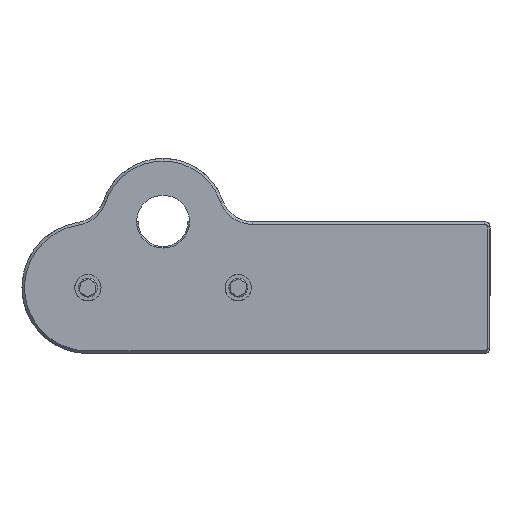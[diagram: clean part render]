
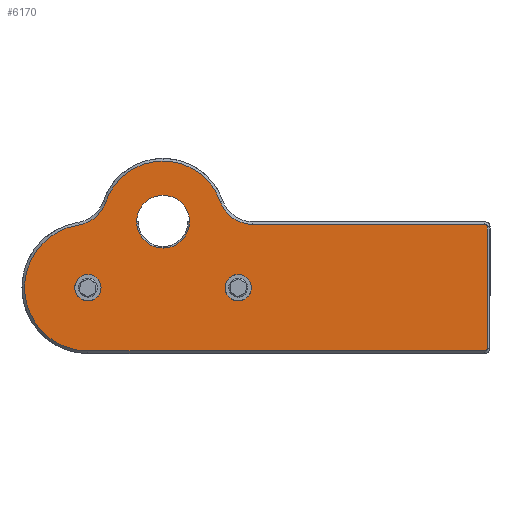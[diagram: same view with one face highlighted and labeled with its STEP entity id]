
A CAD part, front view. The second image highlights one B-rep face of the part: STEP entity #6170.
In plain terms, the highlighted planar face has unit normal (0, -1, 0).
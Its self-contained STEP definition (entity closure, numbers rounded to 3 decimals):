
#26 = VERTEX_POINT ( 'NONE', #4614 ) ;
#168 = DIRECTION ( 'NONE',  ( 0., -1., 0. ) ) ;
#208 = VERTEX_POINT ( 'NONE', #8131 ) ;
#271 = CIRCLE ( 'NONE', #1601, 6. ) ;
#290 = VERTEX_POINT ( 'NONE', #3991 ) ;
#304 = CARTESIAN_POINT ( 'NONE',  ( -7.125, 0., -12.25 ) ) ;
#376 = AXIS2_PLACEMENT_3D ( 'NONE', #6950, #1903, #4396 ) ;
#379 = DIRECTION ( 'NONE',  ( 0., 1., 0. ) ) ;
#390 = CARTESIAN_POINT ( 'NONE',  ( 30.5, 0., -0.5 ) ) ;
#434 = VERTEX_POINT ( 'NONE', #6965 ) ;
#449 = CIRCLE ( 'NONE', #4252, 0.25 ) ;
#453 = CARTESIAN_POINT ( 'NONE',  ( 0., 0., 0. ) ) ;
#542 = EDGE_CURVE ( 'NONE', #5009, #4825, #7724, .T. ) ;
#694 = DIRECTION ( 'NONE',  ( 0., 0., 1. ) ) ;
#701 = EDGE_CURVE ( 'NONE', #290, #4486, #271, .T. ) ;
#732 = EDGE_CURVE ( 'NONE', #26, #290, #7018, .T. ) ;
#746 = DIRECTION ( 'NONE',  ( 0., 1., 0. ) ) ;
#759 = DIRECTION ( 'NONE',  ( 0., 0., 1. ) ) ;
#835 = FACE_BOUND ( 'NONE', #1247, .T. ) ;
#868 = PLANE ( 'NONE',  #5288 ) ;
#966 = CARTESIAN_POINT ( 'NONE',  ( 0., 0., -2.5 ) ) ;
#971 = CIRCLE ( 'NONE', #6221, 1.25 ) ;
#1003 = DIRECTION ( 'NONE',  ( 1., 0., 0. ) ) ;
#1018 = CIRCLE ( 'NONE', #2531, 1.25 ) ;
#1029 = AXIS2_PLACEMENT_3D ( 'NONE', #3901, #2009, #7668 ) ;
#1150 = CARTESIAN_POINT ( 'NONE',  ( 5.421, 0., 1.917 ) ) ;
#1215 = ORIENTED_EDGE ( 'NONE', *, *, #542, .T. ) ;
#1224 = VERTEX_POINT ( 'NONE', #7616 ) ;
#1229 = LINE ( 'NONE', #2563, #3681 ) ;
#1247 = EDGE_LOOP ( 'NONE', ( #2784, #7773 ) ) ;
#1414 = ORIENTED_EDGE ( 'NONE', *, *, #6363, .T. ) ;
#1424 = VERTEX_POINT ( 'NONE', #966 ) ;
#1517 = EDGE_CURVE ( 'NONE', #1224, #208, #449, .T. ) ;
#1601 = AXIS2_PLACEMENT_3D ( 'NONE', #6935, #5051, #694 ) ;
#1652 = DIRECTION ( 'NONE',  ( 0., 0., -1. ) ) ;
#1707 = ORIENTED_EDGE ( 'NONE', *, *, #701, .T. ) ;
#1885 = EDGE_CURVE ( 'NONE', #1424, #7084, #4924, .T. ) ;
#1903 = DIRECTION ( 'NONE',  ( 0., -1., 0. ) ) ;
#1992 = EDGE_LOOP ( 'NONE', ( #7066, #6800 ) ) ;
#2009 = DIRECTION ( 'NONE',  ( 0., 1., 0. ) ) ;
#2016 = AXIS2_PLACEMENT_3D ( 'NONE', #3842, #746, #7513 ) ;
#2084 = EDGE_LOOP ( 'NONE', ( #3407, #1707, #4239, #3062, #5488, #4092, #1414, #1215, #2695, #3328 ) ) ;
#2204 = VERTEX_POINT ( 'NONE', #3043 ) ;
#2219 = CARTESIAN_POINT ( 'NONE',  ( 8.485, 0., 3. ) ) ;
#2314 = DIRECTION ( 'NONE',  ( 0., -1., 0. ) ) ;
#2386 = DIRECTION ( 'NONE',  ( 0., -1., 0. ) ) ;
#2495 = EDGE_CURVE ( 'NONE', #4486, #2204, #2779, .T. ) ;
#2531 = AXIS2_PLACEMENT_3D ( 'NONE', #4549, #4443, #6411 ) ;
#2563 = CARTESIAN_POINT ( 'NONE',  ( 30.75, 0., -6.25 ) ) ;
#2568 = EDGE_CURVE ( 'NONE', #7084, #1424, #7734, .T. ) ;
#2695 = ORIENTED_EDGE ( 'NONE', *, *, #6258, .T. ) ;
#2710 = DIRECTION ( 'NONE',  ( 0., 0., -1. ) ) ;
#2755 = VECTOR ( 'NONE', #4607, 1000. ) ;
#2779 = LINE ( 'NONE', #304, #7738 ) ;
#2784 = ORIENTED_EDGE ( 'NONE', *, *, #1885, .F. ) ;
#2845 = DIRECTION ( 'NONE',  ( 0., 0., 1. ) ) ;
#2917 = EDGE_LOOP ( 'NONE', ( #6371, #4221 ) ) ;
#2944 = DIRECTION ( 'NONE',  ( 0., 0., 1. ) ) ;
#3007 = FACE_BOUND ( 'NONE', #2917, .T. ) ;
#3043 = CARTESIAN_POINT ( 'NONE',  ( 30.5, 0., -12.25 ) ) ;
#3053 = VERTEX_POINT ( 'NONE', #5510 ) ;
#3062 = ORIENTED_EDGE ( 'NONE', *, *, #5898, .T. ) ;
#3302 = CARTESIAN_POINT ( 'NONE',  ( -7.125, 0., -0.25 ) ) ;
#3328 = ORIENTED_EDGE ( 'NONE', *, *, #3519, .T. ) ;
#3407 = ORIENTED_EDGE ( 'NONE', *, *, #732, .T. ) ;
#3519 = EDGE_CURVE ( 'NONE', #3053, #26, #4096, .T. ) ;
#3541 = CARTESIAN_POINT ( 'NONE',  ( 30.5, 0., -12. ) ) ;
#3657 = EDGE_CURVE ( 'NONE', #4150, #434, #971, .T. ) ;
#3681 = VECTOR ( 'NONE', #5074, 1000. ) ;
#3727 = CIRCLE ( 'NONE', #376, 5.75 ) ;
#3838 = CIRCLE ( 'NONE', #5822, 1.25 ) ;
#3842 = CARTESIAN_POINT ( 'NONE',  ( -8.522, 0., 2.894 ) ) ;
#3901 = CARTESIAN_POINT ( 'NONE',  ( 7.125, 0., -6.25 ) ) ;
#3941 = AXIS2_PLACEMENT_3D ( 'NONE', #2219, #6563, #2845 ) ;
#3991 = CARTESIAN_POINT ( 'NONE',  ( -8.031, 0., -0.319 ) ) ;
#4006 = VERTEX_POINT ( 'NONE', #4997 ) ;
#4007 = CARTESIAN_POINT ( 'NONE',  ( 7.125, 0., -7.5 ) ) ;
#4089 = CARTESIAN_POINT ( 'NONE',  ( -7.125, 0., -6.25 ) ) ;
#4092 = ORIENTED_EDGE ( 'NONE', *, *, #1517, .T. ) ;
#4096 = CIRCLE ( 'NONE', #5162, 5.75 ) ;
#4150 = VERTEX_POINT ( 'NONE', #6986 ) ;
#4221 = ORIENTED_EDGE ( 'NONE', *, *, #3657, .T. ) ;
#4239 = ORIENTED_EDGE ( 'NONE', *, *, #2495, .T. ) ;
#4252 = AXIS2_PLACEMENT_3D ( 'NONE', #390, #7244, #5966 ) ;
#4381 = EDGE_CURVE ( 'NONE', #4006, #1224, #1229, .T. ) ;
#4396 = DIRECTION ( 'NONE',  ( 0., 0., 1. ) ) ;
#4433 = CARTESIAN_POINT ( 'NONE',  ( -7.125, 0., -6.25 ) ) ;
#4443 = DIRECTION ( 'NONE',  ( 0., 1., 0. ) ) ;
#4486 = VERTEX_POINT ( 'NONE', #6423 ) ;
#4534 = VERTEX_POINT ( 'NONE', #4007 ) ;
#4549 = CARTESIAN_POINT ( 'NONE',  ( 7.125, 0., -6.25 ) ) ;
#4607 = DIRECTION ( 'NONE',  ( -1., 0., 0. ) ) ;
#4614 = CARTESIAN_POINT ( 'NONE',  ( -5.445, 0., 1.849 ) ) ;
#4652 = CIRCLE ( 'NONE', #1029, 1.25 ) ;
#4823 = FACE_BOUND ( 'NONE', #1992, .T. ) ;
#4825 = VERTEX_POINT ( 'NONE', #1150 ) ;
#4842 = CIRCLE ( 'NONE', #5604, 0.25 ) ;
#4924 = CIRCLE ( 'NONE', #6516, 2.5 ) ;
#4977 = EDGE_CURVE ( 'NONE', #7006, #4534, #1018, .T. ) ;
#4997 = CARTESIAN_POINT ( 'NONE',  ( 30.75, 0., -12. ) ) ;
#5009 = VERTEX_POINT ( 'NONE', #5677 ) ;
#5051 = DIRECTION ( 'NONE',  ( 0., -1., 0. ) ) ;
#5074 = DIRECTION ( 'NONE',  ( 0., 0., 1. ) ) ;
#5162 = AXIS2_PLACEMENT_3D ( 'NONE', #453, #6822, #6214 ) ;
#5288 = AXIS2_PLACEMENT_3D ( 'NONE', #4089, #379, #6605 ) ;
#5374 = EDGE_CURVE ( 'NONE', #434, #4150, #3838, .T. ) ;
#5477 = CARTESIAN_POINT ( 'NONE',  ( 0., 0., 0. ) ) ;
#5488 = ORIENTED_EDGE ( 'NONE', *, *, #4381, .T. ) ;
#5510 = CARTESIAN_POINT ( 'NONE',  ( 0., 0., 5.75 ) ) ;
#5576 = CARTESIAN_POINT ( 'NONE',  ( 0., 0., 2.5 ) ) ;
#5604 = AXIS2_PLACEMENT_3D ( 'NONE', #3541, #2314, #2944 ) ;
#5673 = CARTESIAN_POINT ( 'NONE',  ( -7.125, 0., -6.25 ) ) ;
#5677 = CARTESIAN_POINT ( 'NONE',  ( 8.485, 0., -0.25 ) ) ;
#5776 = LINE ( 'NONE', #3302, #2755 ) ;
#5822 = AXIS2_PLACEMENT_3D ( 'NONE', #4433, #8116, #6314 ) ;
#5851 = AXIS2_PLACEMENT_3D ( 'NONE', #5477, #2386, #1652 ) ;
#5898 = EDGE_CURVE ( 'NONE', #2204, #4006, #4842, .T. ) ;
#5966 = DIRECTION ( 'NONE',  ( 0., 0., 1. ) ) ;
#6170 = ADVANCED_FACE ( 'NONE', ( #7874, #835, #3007, #4823 ), #868, .F. ) ;
#6214 = DIRECTION ( 'NONE',  ( 0., 0., 1. ) ) ;
#6221 = AXIS2_PLACEMENT_3D ( 'NONE', #5673, #6352, #759 ) ;
#6258 = EDGE_CURVE ( 'NONE', #4825, #3053, #3727, .T. ) ;
#6314 = DIRECTION ( 'NONE',  ( 0., 0., 1. ) ) ;
#6352 = DIRECTION ( 'NONE',  ( 0., 1., 0. ) ) ;
#6363 = EDGE_CURVE ( 'NONE', #208, #5009, #5776, .T. ) ;
#6371 = ORIENTED_EDGE ( 'NONE', *, *, #5374, .T. ) ;
#6411 = DIRECTION ( 'NONE',  ( 0., 0., 1. ) ) ;
#6423 = CARTESIAN_POINT ( 'NONE',  ( -7.125, 0., -12.25 ) ) ;
#6516 = AXIS2_PLACEMENT_3D ( 'NONE', #7657, #168, #2710 ) ;
#6563 = DIRECTION ( 'NONE',  ( 0., 1., 0. ) ) ;
#6605 = DIRECTION ( 'NONE',  ( 0., 0., 1. ) ) ;
#6707 = CARTESIAN_POINT ( 'NONE',  ( 7.125, 0., -5. ) ) ;
#6800 = ORIENTED_EDGE ( 'NONE', *, *, #7787, .T. ) ;
#6822 = DIRECTION ( 'NONE',  ( 0., -1., 0. ) ) ;
#6935 = CARTESIAN_POINT ( 'NONE',  ( -7.125, 0., -6.25 ) ) ;
#6950 = CARTESIAN_POINT ( 'NONE',  ( 0., 0., 0. ) ) ;
#6965 = CARTESIAN_POINT ( 'NONE',  ( -7.125, 0., -5. ) ) ;
#6986 = CARTESIAN_POINT ( 'NONE',  ( -7.125, 0., -7.5 ) ) ;
#7006 = VERTEX_POINT ( 'NONE', #6707 ) ;
#7018 = CIRCLE ( 'NONE', #2016, 3.25 ) ;
#7066 = ORIENTED_EDGE ( 'NONE', *, *, #4977, .T. ) ;
#7084 = VERTEX_POINT ( 'NONE', #5576 ) ;
#7244 = DIRECTION ( 'NONE',  ( 0., -1., 0. ) ) ;
#7513 = DIRECTION ( 'NONE',  ( 0., 0., 1. ) ) ;
#7616 = CARTESIAN_POINT ( 'NONE',  ( 30.75, 0., -0.5 ) ) ;
#7657 = CARTESIAN_POINT ( 'NONE',  ( 0., 0., 0. ) ) ;
#7668 = DIRECTION ( 'NONE',  ( 0., 0., 1. ) ) ;
#7724 = CIRCLE ( 'NONE', #3941, 3.25 ) ;
#7734 = CIRCLE ( 'NONE', #5851, 2.5 ) ;
#7738 = VECTOR ( 'NONE', #1003, 1000. ) ;
#7773 = ORIENTED_EDGE ( 'NONE', *, *, #2568, .F. ) ;
#7787 = EDGE_CURVE ( 'NONE', #4534, #7006, #4652, .T. ) ;
#7874 = FACE_OUTER_BOUND ( 'NONE', #2084, .T. ) ;
#8116 = DIRECTION ( 'NONE',  ( 0., 1., 0. ) ) ;
#8131 = CARTESIAN_POINT ( 'NONE',  ( 30.5, 0., -0.25 ) ) ;
